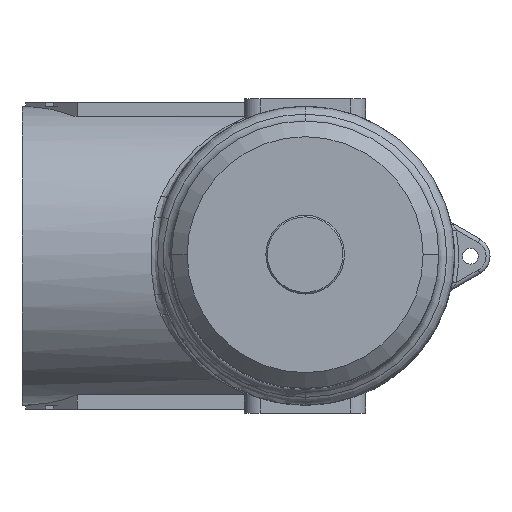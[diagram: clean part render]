
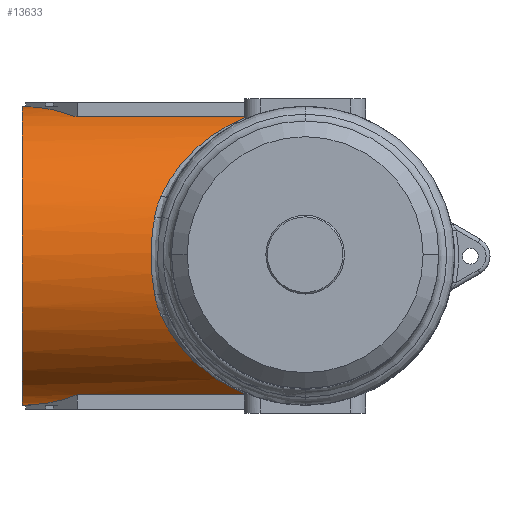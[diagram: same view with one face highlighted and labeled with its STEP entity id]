
A CAD part, top view. The second image highlights one B-rep face of the part: STEP entity #13633.
In plain terms, the highlighted cylindrical face has radius 19 mm (diameter 38 mm), a partial arc.
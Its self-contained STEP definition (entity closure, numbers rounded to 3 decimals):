
#13490=CARTESIAN_POINT('',(-36.,0.,0.));
#13491=DIRECTION('',(1.,0.,0.));
#13492=DIRECTION('',(-0.,1.,0.));
#13493=AXIS2_PLACEMENT_3D('',#13490,#13491,#13492);
#13494=CYLINDRICAL_SURFACE('',#13493,19.);
#13495=CARTESIAN_POINT('',(-19.143,4.939,18.347));
#13496=VERTEX_POINT('',#13495);
#13497=CARTESIAN_POINT('',(-18.336,7.588,17.419));
#13498=VERTEX_POINT('',#13497);
#13499=CARTESIAN_POINT('',(-19.143,4.939,18.347));
#13500=CARTESIAN_POINT('',(-18.971,5.872,18.096));
#13501=CARTESIAN_POINT('',(-18.717,6.757,17.781));
#13502=CARTESIAN_POINT('',(-18.336,7.588,17.419));
#13503=B_SPLINE_CURVE_WITH_KNOTS('',3,(#13499,#13500,#13501,#13502),.UNSPECIFIED.,.F.,.F.,(4,4),(0.,0.003),.UNSPECIFIED.);
#13504=EDGE_CURVE('NONE',#13496,#13498,#13503,.T.);
#13505=ORIENTED_EDGE('',*,*,#13504,.T.);
#13506=CARTESIAN_POINT('',(-7.664,17.55,7.281));
#13507=VERTEX_POINT('',#13506);
#13508=CARTESIAN_POINT('',(-18.336,7.588,17.419));
#13509=CARTESIAN_POINT('',(-17.838,8.674,16.946));
#13510=CARTESIAN_POINT('',(-17.223,9.735,16.362));
#13511=CARTESIAN_POINT('',(-16.499,10.739,15.674));
#13512=CARTESIAN_POINT('',(-15.774,11.744,14.985));
#13513=CARTESIAN_POINT('',(-14.94,12.691,14.193));
#13514=CARTESIAN_POINT('',(-14.018,13.552,13.317));
#13515=CARTESIAN_POINT('',(-13.095,14.414,12.44));
#13516=CARTESIAN_POINT('',(-12.083,15.189,11.479));
#13517=CARTESIAN_POINT('',(-11.014,15.86,10.463));
#13518=CARTESIAN_POINT('',(-9.944,16.53,9.447));
#13519=CARTESIAN_POINT('',(-8.816,17.096,8.375));
#13520=CARTESIAN_POINT('',(-7.664,17.55,7.281));
#13521=B_SPLINE_CURVE_WITH_KNOTS('',3,(#13508,#13509,#13510,#13511,#13512,#13513,#13514,#13515,#13516,#13517,#13518,#13519,#13520),.UNSPECIFIED.,.F.,.F.,(4,3,3,3,4),(3.552,3.744,3.936,4.127,4.319),.UNSPECIFIED.);
#13522=EDGE_CURVE('NONE',#13498,#13507,#13521,.T.);
#13523=ORIENTED_EDGE('',*,*,#13522,.T.);
#13524=CARTESIAN_POINT('',(-7.713,17.664,7.));
#13525=VERTEX_POINT('',#13524);
#13526=CARTESIAN_POINT('',(-7.664,17.55,7.281));
#13527=CARTESIAN_POINT('',(-7.687,17.588,7.189));
#13528=CARTESIAN_POINT('',(-7.703,17.626,7.095));
#13529=CARTESIAN_POINT('',(-7.713,17.664,7.));
#13530=B_SPLINE_CURVE_WITH_KNOTS('',3,(#13526,#13527,#13528,#13529),.UNSPECIFIED.,.F.,.F.,(4,4),(0.006,0.006),.UNSPECIFIED.);
#13531=EDGE_CURVE('NONE',#13507,#13525,#13530,.T.);
#13532=ORIENTED_EDGE('',*,*,#13531,.T.);
#13533=CARTESIAN_POINT('',(-29.,17.664,7.));
#13534=VERTEX_POINT('',#13533);
#13535=CARTESIAN_POINT('',(-29.,17.664,7.));
#13536=DIRECTION('',(1.,0.,0.));
#13537=VECTOR('',#13536,21.287);
#13538=LINE('',#13535,#13537);
#13539=EDGE_CURVE('NONE',#13534,#13525,#13538,.T.);
#13540=ORIENTED_EDGE('',*,*,#13539,.F.);
#13541=CARTESIAN_POINT('',(-36.,19.,-0.));
#13542=VERTEX_POINT('',#13541);
#13543=CARTESIAN_POINT('',(-29.,17.664,7.));
#13544=CARTESIAN_POINT('',(-31.235,18.549,4.765));
#13545=CARTESIAN_POINT('',(-33.596,19.,2.404));
#13546=CARTESIAN_POINT('',(-36.,19.,-0.));
#13547=(BOUNDED_CURVE()
B_SPLINE_CURVE(3,(#13543,#13544,#13545,#13546),.UNSPECIFIED.,.F.,.F.)
B_SPLINE_CURVE_WITH_KNOTS((4,4),(1.193,1.571),.UNSPECIFIED.)
CURVE()
GEOMETRIC_REPRESENTATION_ITEM()
RATIONAL_B_SPLINE_CURVE((1.,0.988,0.988,1.))
REPRESENTATION_ITEM(''));
#13548=EDGE_CURVE('NONE',#13534,#13542,#13547,.T.);
#13549=ORIENTED_EDGE('',*,*,#13548,.T.);
#13550=CARTESIAN_POINT('',(-36.,-19.,0.));
#13551=VERTEX_POINT('',#13550);
#13552=CARTESIAN_POINT('',(-36.,0.,0.));
#13553=DIRECTION('',(1.,0.,0.));
#13554=DIRECTION('',(-0.,1.,0.));
#13555=AXIS2_PLACEMENT_3D('',#13552,#13553,#13554);
#13556=CIRCLE('',#13555,19.);
#13557=EDGE_CURVE('NONE',#13542,#13551,#13556,.T.);
#13558=ORIENTED_EDGE('',*,*,#13557,.T.);
#13559=CARTESIAN_POINT('',(-29.,-17.664,7.));
#13560=VERTEX_POINT('',#13559);
#13561=CARTESIAN_POINT('',(-36.,-19.,-0.));
#13562=CARTESIAN_POINT('',(-33.596,-19.,2.404));
#13563=CARTESIAN_POINT('',(-31.235,-18.549,4.765));
#13564=CARTESIAN_POINT('',(-29.,-17.664,7.));
#13565=(BOUNDED_CURVE()
B_SPLINE_CURVE(3,(#13561,#13562,#13563,#13564),.UNSPECIFIED.,.F.,.F.)
B_SPLINE_CURVE_WITH_KNOTS((4,4),(4.712,5.09),.UNSPECIFIED.)
CURVE()
GEOMETRIC_REPRESENTATION_ITEM()
RATIONAL_B_SPLINE_CURVE((1.,0.988,0.988,1.))
REPRESENTATION_ITEM(''));
#13566=EDGE_CURVE('NONE',#13551,#13560,#13565,.T.);
#13567=ORIENTED_EDGE('',*,*,#13566,.T.);
#13568=CARTESIAN_POINT('',(-7.713,-17.664,7.));
#13569=VERTEX_POINT('',#13568);
#13570=CARTESIAN_POINT('',(-7.713,-17.664,7.));
#13571=DIRECTION('',(-1.,-0.,-0.));
#13572=VECTOR('',#13571,21.287);
#13573=LINE('',#13570,#13572);
#13574=EDGE_CURVE('NONE',#13569,#13560,#13573,.T.);
#13575=ORIENTED_EDGE('',*,*,#13574,.F.);
#13576=CARTESIAN_POINT('',(-7.664,-17.55,7.281));
#13577=VERTEX_POINT('',#13576);
#13578=CARTESIAN_POINT('',(-7.713,-17.664,7.));
#13579=CARTESIAN_POINT('',(-7.704,-17.626,7.094));
#13580=CARTESIAN_POINT('',(-7.687,-17.588,7.189));
#13581=CARTESIAN_POINT('',(-7.664,-17.55,7.281));
#13582=B_SPLINE_CURVE_WITH_KNOTS('',3,(#13578,#13579,#13580,#13581),.UNSPECIFIED.,.F.,.F.,(4,4),(0.007,0.007),.UNSPECIFIED.);
#13583=EDGE_CURVE('NONE',#13569,#13577,#13582,.T.);
#13584=ORIENTED_EDGE('',*,*,#13583,.T.);
#13585=CARTESIAN_POINT('',(-18.336,-7.588,17.419));
#13586=VERTEX_POINT('',#13585);
#13587=CARTESIAN_POINT('',(-7.664,-17.55,7.281));
#13588=CARTESIAN_POINT('',(-8.816,-17.096,8.375));
#13589=CARTESIAN_POINT('',(-9.944,-16.53,9.447));
#13590=CARTESIAN_POINT('',(-11.014,-15.86,10.463));
#13591=CARTESIAN_POINT('',(-12.083,-15.189,11.479));
#13592=CARTESIAN_POINT('',(-13.095,-14.414,12.44));
#13593=CARTESIAN_POINT('',(-14.018,-13.552,13.317));
#13594=CARTESIAN_POINT('',(-14.94,-12.691,14.193));
#13595=CARTESIAN_POINT('',(-15.774,-11.744,14.985));
#13596=CARTESIAN_POINT('',(-16.499,-10.739,15.674));
#13597=CARTESIAN_POINT('',(-17.223,-9.735,16.362));
#13598=CARTESIAN_POINT('',(-17.838,-8.674,16.946));
#13599=CARTESIAN_POINT('',(-18.336,-7.588,17.419));
#13600=B_SPLINE_CURVE_WITH_KNOTS('',3,(#13587,#13588,#13589,#13590,#13591,#13592,#13593,#13594,#13595,#13596,#13597,#13598,#13599),.UNSPECIFIED.,.F.,.F.,(4,3,3,3,4),(1.964,2.156,2.347,2.539,2.731),.UNSPECIFIED.);
#13601=EDGE_CURVE('NONE',#13577,#13586,#13600,.T.);
#13602=ORIENTED_EDGE('',*,*,#13601,.T.);
#13603=CARTESIAN_POINT('',(-19.143,-4.939,18.347));
#13604=VERTEX_POINT('',#13603);
#13605=CARTESIAN_POINT('',(-18.336,-7.588,17.419));
#13606=CARTESIAN_POINT('',(-18.717,-6.757,17.781));
#13607=CARTESIAN_POINT('',(-18.971,-5.872,18.096));
#13608=CARTESIAN_POINT('',(-19.143,-4.939,18.347));
#13609=B_SPLINE_CURVE_WITH_KNOTS('',3,(#13605,#13606,#13607,#13608),.UNSPECIFIED.,.F.,.F.,(4,4),(0.,0.003),.UNSPECIFIED.);
#13610=EDGE_CURVE('NONE',#13586,#13604,#13609,.T.);
#13611=ORIENTED_EDGE('',*,*,#13610,.T.);
#13612=CARTESIAN_POINT('',(-19.143,-4.939,18.347));
#13613=CARTESIAN_POINT('',(-19.292,-4.136,18.563));
#13614=CARTESIAN_POINT('',(-19.402,-3.324,18.725));
#13615=CARTESIAN_POINT('',(-19.475,-2.503,18.834));
#13616=CARTESIAN_POINT('',(-19.548,-1.681,18.944));
#13617=CARTESIAN_POINT('',(-19.585,-0.851,19.));
#13618=CARTESIAN_POINT('',(-19.585,-0.01,19.));
#13619=CARTESIAN_POINT('',(-19.585,0.41,19.));
#13620=CARTESIAN_POINT('',(-19.576,0.833,18.986));
#13621=CARTESIAN_POINT('',(-19.558,1.251,18.959));
#13622=CARTESIAN_POINT('',(-19.54,1.67,18.931));
#13623=CARTESIAN_POINT('',(-19.512,2.085,18.89));
#13624=CARTESIAN_POINT('',(-19.476,2.497,18.835));
#13625=CARTESIAN_POINT('',(-19.402,3.323,18.726));
#13626=CARTESIAN_POINT('',(-19.292,4.136,18.563));
#13627=CARTESIAN_POINT('',(-19.143,4.939,18.347));
#13628=B_SPLINE_CURVE_WITH_KNOTS('',3,(#13612,#13613,#13614,#13615,#13616,#13617,#13618,#13619,#13620,#13621,#13622,#13623,#13624,#13625,#13626,#13627),.UNSPECIFIED.,.F.,.F.,(4,3,3,3,3,4),(0.,0.002,0.005,0.006,0.007,0.01),.UNSPECIFIED.);
#13629=EDGE_CURVE('NONE',#13604,#13496,#13628,.T.);
#13630=ORIENTED_EDGE('',*,*,#13629,.T.);
#13631=EDGE_LOOP('',(#13505,#13523,#13532,#13540,#13549,#13558,#13567,#13575,#13584,#13602,#13611,#13630));
#13632=FACE_BOUND('',#13631,.T.);
#13633=ADVANCED_FACE('NONE',(#13632),#13494,.T.);
